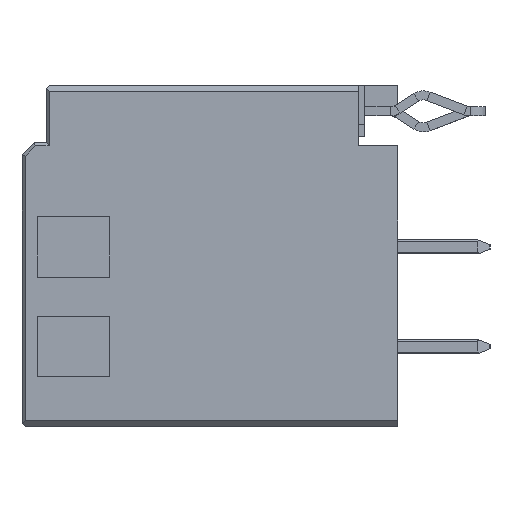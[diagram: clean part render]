
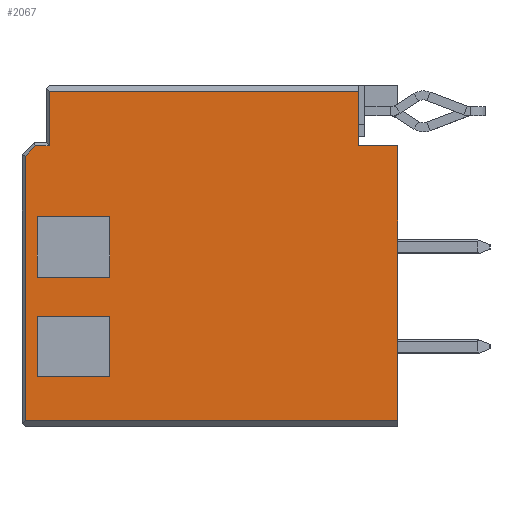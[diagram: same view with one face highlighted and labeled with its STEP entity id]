
A CAD part, left-side view. The second image highlights one B-rep face of the part: STEP entity #2067.
In plain terms, the highlighted planar face has unit normal (-1, 0, 0).
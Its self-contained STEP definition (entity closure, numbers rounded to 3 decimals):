
#747=CARTESIAN_POINT('',(-12.3,5.575,5.9));
#748=VERTEX_POINT('',#747);
#755=CARTESIAN_POINT('',(-12.3,5.575,7.7));
#756=VERTEX_POINT('',#755);
#757=CARTESIAN_POINT('',(-12.3,5.575,5.9));
#758=DIRECTION('',(0.,0.,1.));
#759=VECTOR('',#758,1.8);
#760=LINE('',#757,#759);
#761=EDGE_CURVE('',#748,#756,#760,.T.);
#1917=CARTESIAN_POINT('',(-12.3,6.034,5.9));
#1918=VERTEX_POINT('',#1917);
#1925=CARTESIAN_POINT('',(-12.3,6.034,5.9));
#1926=DIRECTION('',(0.,-1.,0.));
#1927=VECTOR('',#1926,0.459);
#1928=LINE('',#1925,#1927);
#1929=EDGE_CURVE('',#1918,#748,#1928,.T.);
#1936=CARTESIAN_POINT('',(-12.3,6.475,-3.4));
#1937=DIRECTION('',(0.,0.,1.));
#1938=DIRECTION('',(-1.,0.,0.));
#1939=AXIS2_PLACEMENT_3D('',#1936,#1938,#1937);
#1940=PLANE('',#1939);
#1941=ORIENTED_EDGE('',*,*,#1929,.F.);
#1942=CARTESIAN_POINT('',(-12.3,6.375,5.559));
#1943=VERTEX_POINT('',#1942);
#1944=CARTESIAN_POINT('',(-12.3,6.034,5.9));
#1945=DIRECTION('',(0.,0.707,-0.707));
#1946=VECTOR('',#1945,0.483);
#1947=LINE('',#1944,#1946);
#1948=EDGE_CURVE('',#1918,#1943,#1947,.T.);
#1949=ORIENTED_EDGE('',*,*,#1948,.T.);
#1950=CARTESIAN_POINT('',(-12.3,6.375,-3.2));
#1951=VERTEX_POINT('',#1950);
#1952=CARTESIAN_POINT('',(-12.3,6.375,5.559));
#1953=DIRECTION('',(0.,0.,-1.));
#1954=VECTOR('',#1953,8.759);
#1955=LINE('',#1952,#1954);
#1956=EDGE_CURVE('',#1943,#1951,#1955,.T.);
#1957=ORIENTED_EDGE('',*,*,#1956,.T.);
#1958=CARTESIAN_POINT('',(-12.3,-5.975,-3.2));
#1959=VERTEX_POINT('',#1958);
#1960=CARTESIAN_POINT('',(-12.3,6.375,-3.2));
#1961=DIRECTION('',(0.,-1.,0.));
#1962=VECTOR('',#1961,12.35);
#1963=LINE('',#1960,#1962);
#1964=EDGE_CURVE('',#1951,#1959,#1963,.T.);
#1965=ORIENTED_EDGE('',*,*,#1964,.T.);
#1966=CARTESIAN_POINT('',(-12.3,-5.975,5.9));
#1967=VERTEX_POINT('',#1966);
#1968=CARTESIAN_POINT('',(-12.3,-5.975,-3.2));
#1969=DIRECTION('',(0.,0.,1.));
#1970=VECTOR('',#1969,9.1);
#1971=LINE('',#1968,#1970);
#1972=EDGE_CURVE('',#1959,#1967,#1971,.T.);
#1973=ORIENTED_EDGE('',*,*,#1972,.T.);
#1974=CARTESIAN_POINT('',(-12.3,-4.675,5.9));
#1975=VERTEX_POINT('',#1974);
#1976=CARTESIAN_POINT('',(-12.3,-5.975,5.9));
#1977=DIRECTION('',(0.,1.,0.));
#1978=VECTOR('',#1977,1.3);
#1979=LINE('',#1976,#1978);
#1980=EDGE_CURVE('',#1967,#1975,#1979,.T.);
#1981=ORIENTED_EDGE('',*,*,#1980,.T.);
#1982=CARTESIAN_POINT('',(-12.3,-4.675,7.7));
#1983=VERTEX_POINT('',#1982);
#1984=CARTESIAN_POINT('',(-12.3,-4.675,5.9));
#1985=DIRECTION('',(0.,0.,1.));
#1986=VECTOR('',#1985,1.8);
#1987=LINE('',#1984,#1986);
#1988=EDGE_CURVE('',#1975,#1983,#1987,.T.);
#1989=ORIENTED_EDGE('',*,*,#1988,.T.);
#1990=CARTESIAN_POINT('',(-12.3,-4.675,7.7));
#1991=DIRECTION('',(0.,1.,0.));
#1992=VECTOR('',#1991,10.25);
#1993=LINE('',#1990,#1992);
#1994=EDGE_CURVE('',#1983,#756,#1993,.T.);
#1995=ORIENTED_EDGE('',*,*,#1994,.T.);
#1996=ORIENTED_EDGE('',*,*,#761,.F.);
#1997=EDGE_LOOP('',(#1941,#1949,#1957,#1965,#1973,#1981,#1989,#1995,#1996));
#1998=FACE_OUTER_BOUND('',#1997,.T.);
#1999=CARTESIAN_POINT('',(-12.3,5.975,-1.75));
#2000=VERTEX_POINT('',#1999);
#2001=CARTESIAN_POINT('',(-12.3,5.975,0.25));
#2002=VERTEX_POINT('',#2001);
#2003=CARTESIAN_POINT('',(-12.3,5.975,-1.75));
#2004=DIRECTION('',(0.,0.,1.));
#2005=VECTOR('',#2004,2.);
#2006=LINE('',#2003,#2005);
#2007=EDGE_CURVE('',#2000,#2002,#2006,.T.);
#2008=ORIENTED_EDGE('',*,*,#2007,.T.);
#2009=CARTESIAN_POINT('',(-12.3,3.575,0.25));
#2010=VERTEX_POINT('',#2009);
#2011=CARTESIAN_POINT('',(-12.3,5.975,0.25));
#2012=DIRECTION('',(0.,-1.,0.));
#2013=VECTOR('',#2012,2.4);
#2014=LINE('',#2011,#2013);
#2015=EDGE_CURVE('',#2002,#2010,#2014,.T.);
#2016=ORIENTED_EDGE('',*,*,#2015,.T.);
#2017=CARTESIAN_POINT('',(-12.3,3.575,-1.75));
#2018=VERTEX_POINT('',#2017);
#2019=CARTESIAN_POINT('',(-12.3,3.575,0.25));
#2020=DIRECTION('',(0.,0.,-1.));
#2021=VECTOR('',#2020,2.);
#2022=LINE('',#2019,#2021);
#2023=EDGE_CURVE('',#2010,#2018,#2022,.T.);
#2024=ORIENTED_EDGE('',*,*,#2023,.T.);
#2025=CARTESIAN_POINT('',(-12.3,3.575,-1.75));
#2026=DIRECTION('',(0.,1.,0.));
#2027=VECTOR('',#2026,2.4);
#2028=LINE('',#2025,#2027);
#2029=EDGE_CURVE('',#2018,#2000,#2028,.T.);
#2030=ORIENTED_EDGE('',*,*,#2029,.T.);
#2031=EDGE_LOOP('',(#2008,#2016,#2024,#2030));
#2032=FACE_BOUND('',#2031,.T.);
#2033=CARTESIAN_POINT('',(-12.3,3.575,3.55));
#2034=VERTEX_POINT('',#2033);
#2035=CARTESIAN_POINT('',(-12.3,3.575,1.55));
#2036=VERTEX_POINT('',#2035);
#2037=CARTESIAN_POINT('',(-12.3,3.575,3.55));
#2038=DIRECTION('',(0.,0.,-1.));
#2039=VECTOR('',#2038,2.);
#2040=LINE('',#2037,#2039);
#2041=EDGE_CURVE('',#2034,#2036,#2040,.T.);
#2042=ORIENTED_EDGE('',*,*,#2041,.T.);
#2043=CARTESIAN_POINT('',(-12.3,5.975,1.55));
#2044=VERTEX_POINT('',#2043);
#2045=CARTESIAN_POINT('',(-12.3,3.575,1.55));
#2046=DIRECTION('',(0.,1.,0.));
#2047=VECTOR('',#2046,2.4);
#2048=LINE('',#2045,#2047);
#2049=EDGE_CURVE('',#2036,#2044,#2048,.T.);
#2050=ORIENTED_EDGE('',*,*,#2049,.T.);
#2051=CARTESIAN_POINT('',(-12.3,5.975,3.55));
#2052=VERTEX_POINT('',#2051);
#2053=CARTESIAN_POINT('',(-12.3,5.975,1.55));
#2054=DIRECTION('',(0.,0.,1.));
#2055=VECTOR('',#2054,2.);
#2056=LINE('',#2053,#2055);
#2057=EDGE_CURVE('',#2044,#2052,#2056,.T.);
#2058=ORIENTED_EDGE('',*,*,#2057,.T.);
#2059=CARTESIAN_POINT('',(-12.3,5.975,3.55));
#2060=DIRECTION('',(0.,-1.,0.));
#2061=VECTOR('',#2060,2.4);
#2062=LINE('',#2059,#2061);
#2063=EDGE_CURVE('',#2052,#2034,#2062,.T.);
#2064=ORIENTED_EDGE('',*,*,#2063,.T.);
#2065=EDGE_LOOP('',(#2042,#2050,#2058,#2064));
#2066=FACE_BOUND('',#2065,.T.);
#2067=ADVANCED_FACE('',(#1998,#2032,#2066),#1940,.T.);
